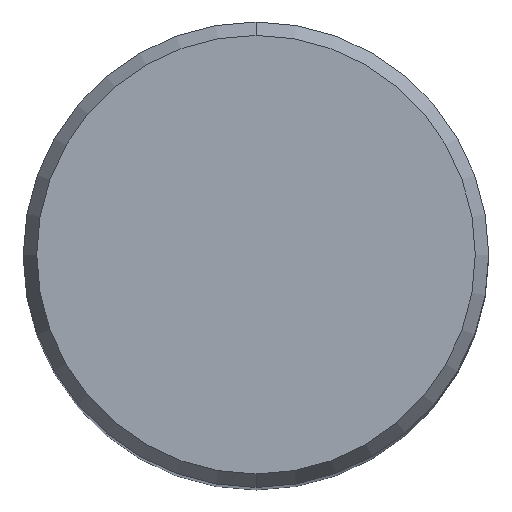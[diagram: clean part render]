
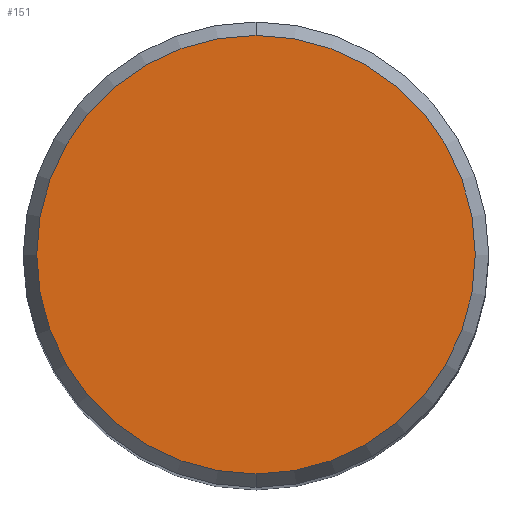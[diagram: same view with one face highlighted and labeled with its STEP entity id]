
A CAD part, top view. The second image highlights one B-rep face of the part: STEP entity #151.
In plain terms, the highlighted planar face has unit normal (0, 0, 1).
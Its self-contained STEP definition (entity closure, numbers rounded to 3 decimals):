
#111=VERTEX_POINT('',#241);
#115=EDGE_CURVE('',#145,#111,#246,.T.);
#121=EDGE_CURVE('',#111,#145,#252,.T.);
#145=VERTEX_POINT('',#280);
#151=ADVANCED_FACE('',(#286),#287,.T.);
#241=CARTESIAN_POINT('',(0.0,7.479,0.01));
#246=CIRCLE('',#387,7.479);
#252=CIRCLE('',#394,7.479);
#280=CARTESIAN_POINT('',(0.,-7.479,0.01));
#286=FACE_OUTER_BOUND('',#437,.T.);
#287=PLANE('',#438);
#387=AXIS2_PLACEMENT_3D('',#542,#543,#544);
#394=AXIS2_PLACEMENT_3D('',#549,#550,#551);
#437=EDGE_LOOP('',(#599,#600));
#438=AXIS2_PLACEMENT_3D('',#601,#602,#603);
#542=CARTESIAN_POINT('',(0.0,0.0,0.01));
#543=DIRECTION('',(0.0,0.0,-1.0));
#544=DIRECTION('',(0.0,1.0,0.0));
#549=CARTESIAN_POINT('',(0.0,0.0,0.01));
#550=DIRECTION('',(0.0,0.0,-1.0));
#551=DIRECTION('',(0.0,1.0,0.0));
#599=ORIENTED_EDGE('',*,*,#121,.F.);
#600=ORIENTED_EDGE('',*,*,#115,.F.);
#601=CARTESIAN_POINT('',(0.0,3.74,0.01));
#602=DIRECTION('',(-0.0,0.0,1.0));
#603=DIRECTION('',(0.0,-1.0,0.0));
